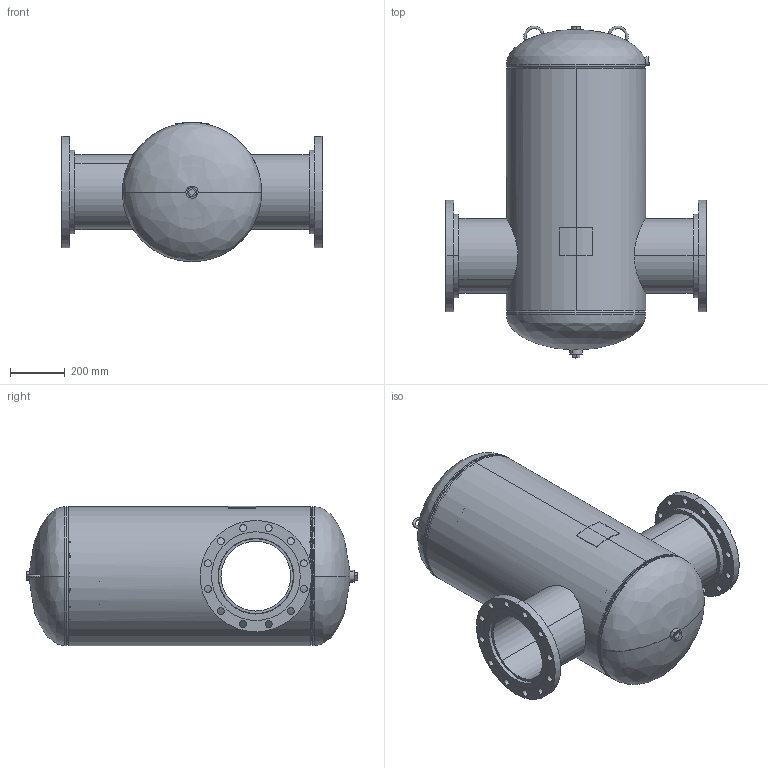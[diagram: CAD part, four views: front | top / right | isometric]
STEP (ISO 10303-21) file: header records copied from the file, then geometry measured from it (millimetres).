
FILE_DESCRIPTION (( 'STEP AP203' ), '1' );
FILE_NAME ('WVAA-10.STEP', '2021-03-11T14:05:10', ( '' ), ( '' ), 'SwSTEP 2.0', 'SolidWorks 2021', '' );
FILE_SCHEMA (( 'CONFIG_CONTROL_DESIGN' ));
Length unit declared in the file: inch
Products named in the file (12): PLUGS_9500150; 9400540; WVAA-10; 9600830_20" VERT; 9500050; 9500030; SORF FLANGES ASME B16.5_10 150# SA-105; 72J1196; 99B3064; 9301130_10.375; 9200120
Assembly tree (16 placements, depth 2):
  WVAA-10
    99B3064
    9200120
    9200120
    9500030  x2
    9500050
    PLUGS_9500150
    9301130_10.375  x2
    SORF FLANGES ASME B16.5_10 150# SA-105  x2
    9400540  x2
    72J1196  x2
    9600830_20" VERT
Bounding box: 952.5 x 1211.27 x 509.03 mm (x, y, z)
Volume: 15478337 mm3; surface area: 6102718.1 mm2
Topology: 16 solids, 16 shells, 229 faces, 526 edges, 334 vertices
Faces by surface type: cylinder 124, plane 47, cone 26, torus 20, bspline 12
Entity records: 10519 total; most frequent: CARTESIAN_POINT 5113, DIRECTION 928, ORIENTED_EDGE 764, AXIS2_PLACEMENT_3D 400, EDGE_CURVE 382, VERTEX_POINT 238, CIRCLE 226, EDGE_LOOP 210
